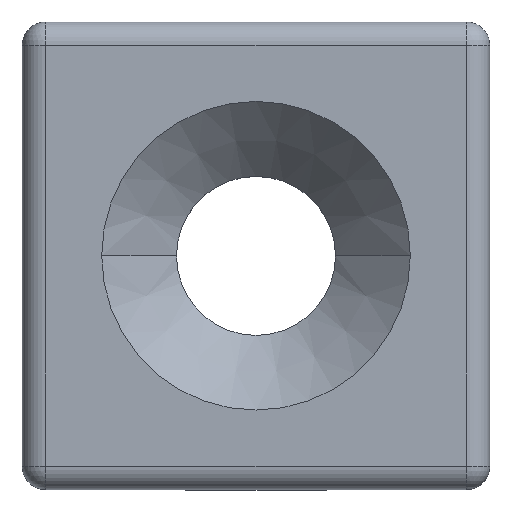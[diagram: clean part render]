
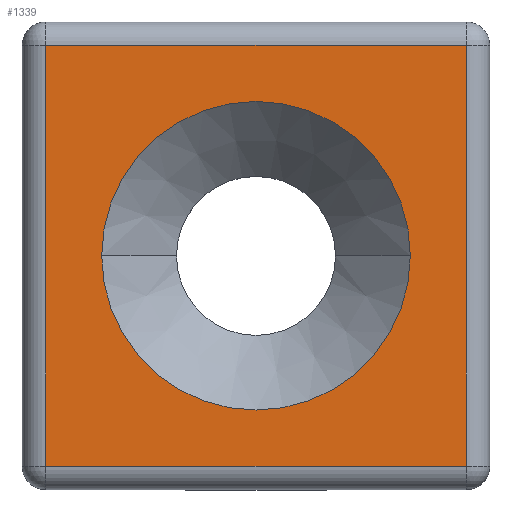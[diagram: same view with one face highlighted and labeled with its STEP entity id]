
A CAD part, top view. The second image highlights one B-rep face of the part: STEP entity #1339.
In plain terms, the highlighted planar face has unit normal (0, 0, 1).
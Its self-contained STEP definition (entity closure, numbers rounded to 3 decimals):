
#86 = FACE_OUTER_BOUND ( 'NONE', #2545, .T. ) ;
#92 = ORIENTED_EDGE ( 'NONE', *, *, #1110, .F. ) ;
#163 = DIRECTION ( 'NONE',  ( 0., 0., -1. ) ) ;
#261 = AXIS2_PLACEMENT_3D ( 'NONE', #1372, #163, #377 ) ;
#305 = ORIENTED_EDGE ( 'NONE', *, *, #1787, .T. ) ;
#322 = VECTOR ( 'NONE', #806, 1000. ) ;
#355 = LINE ( 'NONE', #2419, #322 ) ;
#358 = CARTESIAN_POINT ( 'NONE',  ( 0., 0., -2.7 ) ) ;
#362 = VERTEX_POINT ( 'NONE', #573 ) ;
#377 = DIRECTION ( 'NONE',  ( -1., 0., 0. ) ) ;
#387 = CARTESIAN_POINT ( 'NONE',  ( 4.5, 4.5, -2.7 ) ) ;
#434 = ORIENTED_EDGE ( 'NONE', *, *, #1149, .F. ) ;
#572 = DIRECTION ( 'NONE',  ( 0., 0., 1. ) ) ;
#573 = CARTESIAN_POINT ( 'NONE',  ( 4.5, 4.5, -2.7 ) ) ;
#576 = CARTESIAN_POINT ( 'NONE',  ( 3.3, 0., -2.7 ) ) ;
#578 = EDGE_CURVE ( 'NONE', #767, #2218, #1047, .T. ) ;
#589 = CIRCLE ( 'NONE', #924, 3.3 ) ;
#604 = DIRECTION ( 'NONE',  ( 0., 1., 0. ) ) ;
#687 = VECTOR ( 'NONE', #1059, 1000. ) ;
#719 = CARTESIAN_POINT ( 'NONE',  ( -4.5, 4.5, -2.7 ) ) ;
#763 = VECTOR ( 'NONE', #1660, 1000. ) ;
#767 = VERTEX_POINT ( 'NONE', #719 ) ;
#777 = CARTESIAN_POINT ( 'NONE',  ( 4.5, -4.5, -2.7 ) ) ;
#806 = DIRECTION ( 'NONE',  ( -1., 0., 0. ) ) ;
#809 = EDGE_CURVE ( 'NONE', #362, #767, #355, .T. ) ;
#857 = LINE ( 'NONE', #1273, #763 ) ;
#872 = CARTESIAN_POINT ( 'NONE',  ( -4.5, -4.5, -2.7 ) ) ;
#924 = AXIS2_PLACEMENT_3D ( 'NONE', #1194, #981, #2189 ) ;
#981 = DIRECTION ( 'NONE',  ( 0., 0., 1. ) ) ;
#1047 = LINE ( 'NONE', #872, #687 ) ;
#1059 = DIRECTION ( 'NONE',  ( 0., -1., 0. ) ) ;
#1098 = FACE_BOUND ( 'NONE', #1121, .T. ) ;
#1110 = EDGE_CURVE ( 'NONE', #1902, #1738, #589, .T. ) ;
#1121 = EDGE_LOOP ( 'NONE', ( #92, #434 ) ) ;
#1149 = EDGE_CURVE ( 'NONE', #1738, #1902, #1786, .T. ) ;
#1194 = CARTESIAN_POINT ( 'NONE',  ( 0., 0., -2.7 ) ) ;
#1210 = CARTESIAN_POINT ( 'NONE',  ( -4.5, -4.5, -2.7 ) ) ;
#1273 = CARTESIAN_POINT ( 'NONE',  ( 4.5, -4.5, -2.7 ) ) ;
#1339 = ADVANCED_FACE ( 'NONE', ( #86, #1098 ), #1971, .F. ) ;
#1361 = DIRECTION ( 'NONE',  ( -1., 0., 0. ) ) ;
#1365 = VERTEX_POINT ( 'NONE', #777 ) ;
#1372 = CARTESIAN_POINT ( 'NONE',  ( -8.149, 5., -2.7 ) ) ;
#1555 = ORIENTED_EDGE ( 'NONE', *, *, #578, .T. ) ;
#1604 = VECTOR ( 'NONE', #604, 1000. ) ;
#1660 = DIRECTION ( 'NONE',  ( 1., 0., 0. ) ) ;
#1738 = VERTEX_POINT ( 'NONE', #576 ) ;
#1786 = CIRCLE ( 'NONE', #1903, 3.3 ) ;
#1787 = EDGE_CURVE ( 'NONE', #1365, #362, #1997, .T. ) ;
#1840 = ORIENTED_EDGE ( 'NONE', *, *, #2378, .T. ) ;
#1902 = VERTEX_POINT ( 'NONE', #2222 ) ;
#1903 = AXIS2_PLACEMENT_3D ( 'NONE', #358, #572, #1361 ) ;
#1971 = PLANE ( 'NONE',  #261 ) ;
#1997 = LINE ( 'NONE', #387, #1604 ) ;
#2148 = ORIENTED_EDGE ( 'NONE', *, *, #809, .T. ) ;
#2189 = DIRECTION ( 'NONE',  ( -1., 0., 0. ) ) ;
#2218 = VERTEX_POINT ( 'NONE', #1210 ) ;
#2222 = CARTESIAN_POINT ( 'NONE',  ( -3.3, 0., -2.7 ) ) ;
#2378 = EDGE_CURVE ( 'NONE', #2218, #1365, #857, .T. ) ;
#2419 = CARTESIAN_POINT ( 'NONE',  ( -4.5, 4.5, -2.7 ) ) ;
#2545 = EDGE_LOOP ( 'NONE', ( #2148, #1555, #1840, #305 ) ) ;
